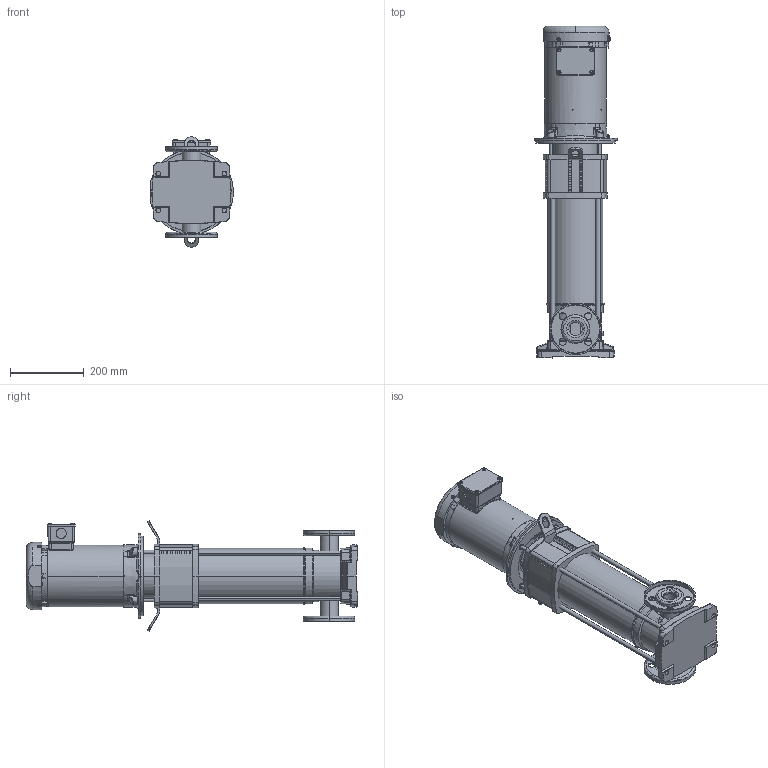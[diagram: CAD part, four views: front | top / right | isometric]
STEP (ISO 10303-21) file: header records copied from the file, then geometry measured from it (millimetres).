
FILE_DESCRIPTION (( 'STEP AP203' ), '1' );
FILE_NAME ('HELIX V30-06_575V.step', '2017-10-26T17:56:31', ( '' ), ( '' ), 'SwSTEP 2.0', 'SolidWorks 2017', '' );
FILE_SCHEMA (( 'CONFIG_CONTROL_DESIGN' ));
Length unit declared in the file: inch
Products named in the file (6): Helix Base 10-30; HELIX V30-06; HELIX V30-06_575V; socket head cap screw_ai_HX-SHCS 0.375-16x1.75x1.25-N; ANSI Flange 1.25 IN; BALDOR NEMA V2 3HP_4
Assembly tree (9 placements, depth 2):
  HELIX V30-06_575V
    HELIX V30-06
    BALDOR NEMA V2 3HP_4
    ANSI Flange 1.25 IN  x2
    Helix Base 10-30
    socket head cap screw_ai_HX-SHCS 0.375-16x1.75x1.25-N  x4
Bounding box: 225.43 x 902.56 x 300 mm (x, y, z)
Volume: 10033842.5 mm3; surface area: 1219182.2 mm2
Topology: 20 solids, 21 shells, 2151 faces, 5779 edges, 3784 vertices
Faces by surface type: plane 1001, cylinder 652, cone 147, bspline 147, torus 104, sphere 100
Entity records: 88244 total; most frequent: CARTESIAN_POINT 40606, ORIENTED_EDGE 10950, DIRECTION 7811, EDGE_CURVE 5479, VERTEX_POINT 3619, AXIS2_PLACEMENT_3D 2715, VECTOR 2381, LINE 2381
